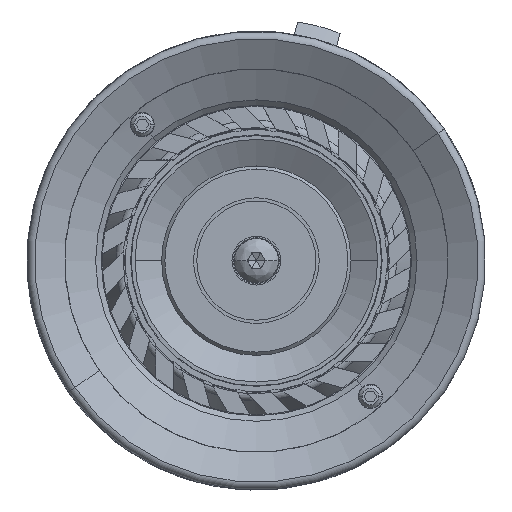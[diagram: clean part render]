
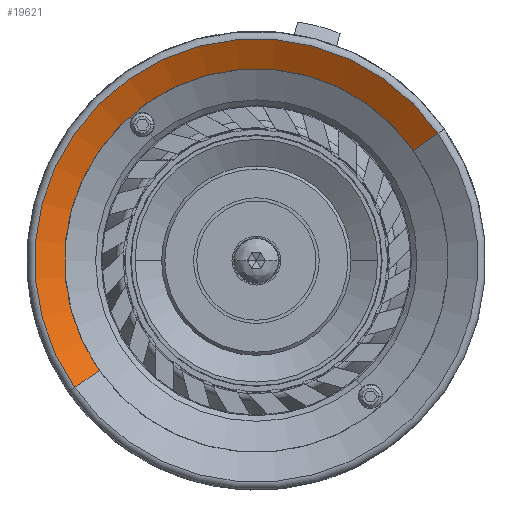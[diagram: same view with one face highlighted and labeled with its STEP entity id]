
A CAD part, top view. The second image highlights one B-rep face of the part: STEP entity #19621.
In plain terms, the highlighted conical face has half-angle 60 degrees and reference radius 52.213 mm.
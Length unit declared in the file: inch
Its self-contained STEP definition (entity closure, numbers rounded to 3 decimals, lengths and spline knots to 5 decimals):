
#17959=DIRECTION('',(-0.709,-0.497,0.5));
#17960=VECTOR('',#17959,0.345);
#17961=CARTESIAN_POINT('',(-1.56155,-1.09332,
6.47157));
#17962=LINE('',#17961,#17960);
#17968=DIRECTION('',(0.709,0.497,0.5));
#17969=VECTOR('',#17968,0.345);
#17970=CARTESIAN_POINT('',(1.56155,1.09332,6.47157));
#17971=LINE('',#17970,#17969);
#17972=CARTESIAN_POINT('',(0.,0.,6.47157));
#17973=DIRECTION('',(0.,0.,-1.));
#17974=DIRECTION('',(-0.819,-0.574,0.));
#17975=AXIS2_PLACEMENT_3D('',#17972,#17973,#17974);
#17977=CARTESIAN_POINT('',(0.,0.,6.64407));
#17978=DIRECTION('',(0.,0.,-1.));
#17979=DIRECTION('',(-0.819,-0.574,0.));
#17980=AXIS2_PLACEMENT_3D('',#17977,#17978,#17979);
#19383=CARTESIAN_POINT('',(-1.56155,-1.09332,
6.47157));
#19385=VERTEX_POINT('',#19383);
#19386=CARTESIAN_POINT('',(-1.8063,-1.26469,
6.64407));
#19387=VERTEX_POINT('',#19386);
#19389=CARTESIAN_POINT('',(1.56155,1.09332,6.47157));
#19391=VERTEX_POINT('',#19389);
#19392=CARTESIAN_POINT('',(1.8063,1.26469,6.64407));
#19393=VERTEX_POINT('',#19392);
#19609=CARTESIAN_POINT('',(0.,0.,6.55782));
#19610=DIRECTION('',(0.,0.,1.));
#19611=DIRECTION('',(0.819,0.574,0.));
#19612=AXIS2_PLACEMENT_3D('',#19609,#19610,#19611);
#19613=CONICAL_SURFACE('',#19612,2.05564,60.);
#19614=ORIENTED_EDGE('',*,*,#19599,.T.);
#19616=ORIENTED_EDGE('',*,*,#19615,.T.);
#19617=ORIENTED_EDGE('',*,*,#19602,.F.);
#19618=ORIENTED_EDGE('',*,*,#19571,.F.);
#19619=EDGE_LOOP('',(#19614,#19616,#19617,#19618));
#19620=FACE_OUTER_BOUND('',#19619,.F.);
#17976=CIRCLE('',#17975,1.90625);
#17981=CIRCLE('',#17980,2.20503);
#19571=EDGE_CURVE('',#19385,#19391,#17976,.T.);
#19599=EDGE_CURVE('',#19385,#19387,#17962,.T.);
#19602=EDGE_CURVE('',#19391,#19393,#17971,.T.);
#19615=EDGE_CURVE('',#19387,#19393,#17981,.T.);
#19621=ADVANCED_FACE('',(#19620),#19613,.F.);
